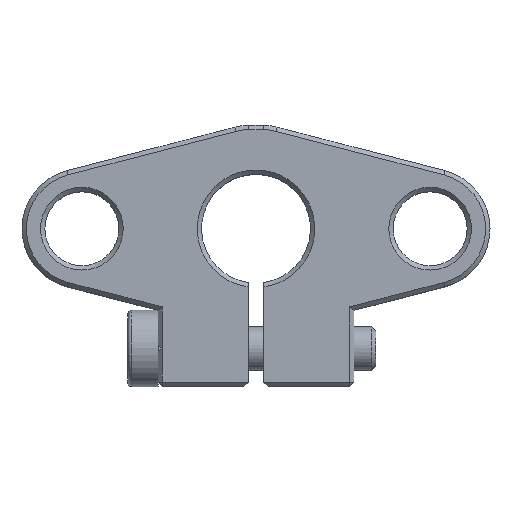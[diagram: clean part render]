
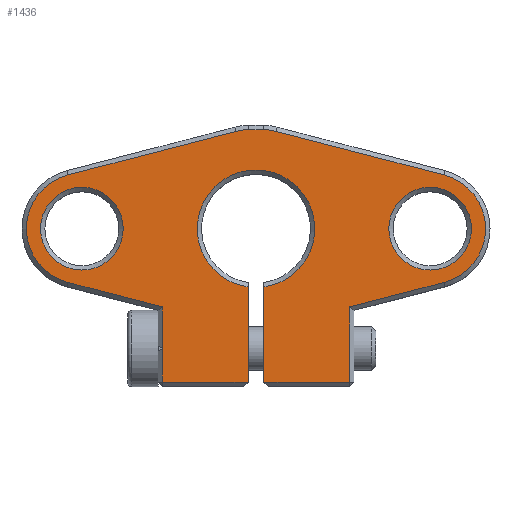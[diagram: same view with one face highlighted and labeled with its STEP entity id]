
A CAD part, top view. The second image highlights one B-rep face of the part: STEP entity #1436.
In plain terms, the highlighted planar face has unit normal (0, 0, 1).
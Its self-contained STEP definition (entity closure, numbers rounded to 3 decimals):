
#36=FACE_BOUND('',#215,.T.);
#37=FACE_BOUND('',#216,.T.);
#74=CIRCLE('',#1567,5.4);
#75=CIRCLE('',#1568,5.1);
#76=CIRCLE('',#1569,4.6);
#77=CIRCLE('',#1570,4.6);
#78=CIRCLE('',#1571,5.1);
#79=CIRCLE('',#1572,3.8);
#80=CIRCLE('',#1573,3.8);
#121=FACE_OUTER_BOUND('',#214,.T.);
#214=EDGE_LOOP('',(#1032,#1033,#1034,#1035,#1036,#1037,#1038,#1039,#1040,
#1041,#1042,#1043,#1044,#1045,#1046,#1047,#1048));
#215=EDGE_LOOP('',(#1049));
#216=EDGE_LOOP('',(#1050));
#306=LINE('',#2132,#462);
#324=LINE('',#2182,#480);
#328=LINE('',#2202,#484);
#353=LINE('',#2285,#509);
#354=LINE('',#2287,#510);
#355=LINE('',#2289,#511);
#356=LINE('',#2293,#512);
#357=LINE('',#2297,#513);
#358=LINE('',#2301,#514);
#359=LINE('',#2305,#515);
#360=LINE('',#2306,#516);
#361=LINE('',#2307,#517);
#462=VECTOR('',#1693,3.1);
#480=VECTOR('',#1729,8.749);
#484=VECTOR('',#1743,8.749);
#509=VECTOR('',#1808,7.875);
#510=VECTOR('',#1809,6.909);
#511=VECTOR('',#1810,8.97);
#512=VECTOR('',#1813,15.98);
#513=VECTOR('',#1816,1.318);
#514=VECTOR('',#1819,15.98);
#515=VECTOR('',#1822,8.97);
#516=VECTOR('',#1823,3.809);
#517=VECTOR('',#1824,7.875);
#613=VERTEX_POINT('',#2115);
#618=VERTEX_POINT('',#2130);
#636=VERTEX_POINT('',#2176);
#637=VERTEX_POINT('',#2181);
#643=VERTEX_POINT('',#2200);
#644=VERTEX_POINT('',#2201);
#674=VERTEX_POINT('',#2284);
#675=VERTEX_POINT('',#2286);
#676=VERTEX_POINT('',#2288);
#677=VERTEX_POINT('',#2290);
#678=VERTEX_POINT('',#2292);
#679=VERTEX_POINT('',#2294);
#680=VERTEX_POINT('',#2296);
#681=VERTEX_POINT('',#2298);
#682=VERTEX_POINT('',#2300);
#683=VERTEX_POINT('',#2302);
#684=VERTEX_POINT('',#2304);
#685=VERTEX_POINT('',#2308);
#686=VERTEX_POINT('',#2310);
#744=EDGE_CURVE('',#613,#618,#306,.T.);
#766=EDGE_CURVE('',#636,#637,#324,.T.);
#774=EDGE_CURVE('',#643,#644,#328,.T.);
#811=EDGE_CURVE('',#636,#643,#74,.F.);
#812=EDGE_CURVE('',#644,#674,#353,.T.);
#813=EDGE_CURVE('',#674,#675,#354,.T.);
#814=EDGE_CURVE('',#675,#676,#355,.T.);
#815=EDGE_CURVE('',#676,#677,#75,.T.);
#816=EDGE_CURVE('',#677,#678,#356,.T.);
#817=EDGE_CURVE('',#678,#679,#76,.T.);
#818=EDGE_CURVE('',#679,#680,#357,.T.);
#819=EDGE_CURVE('',#680,#681,#77,.T.);
#820=EDGE_CURVE('',#681,#682,#358,.T.);
#821=EDGE_CURVE('',#682,#683,#78,.T.);
#822=EDGE_CURVE('',#683,#684,#359,.T.);
#823=EDGE_CURVE('',#684,#613,#360,.T.);
#824=EDGE_CURVE('',#618,#637,#361,.T.);
#825=EDGE_CURVE('',#685,#685,#79,.F.);
#826=EDGE_CURVE('',#686,#686,#80,.F.);
#1032=ORIENTED_EDGE('',*,*,#766,.F.);
#1033=ORIENTED_EDGE('',*,*,#811,.T.);
#1034=ORIENTED_EDGE('',*,*,#774,.T.);
#1035=ORIENTED_EDGE('',*,*,#812,.T.);
#1036=ORIENTED_EDGE('',*,*,#813,.T.);
#1037=ORIENTED_EDGE('',*,*,#814,.T.);
#1038=ORIENTED_EDGE('',*,*,#815,.T.);
#1039=ORIENTED_EDGE('',*,*,#816,.T.);
#1040=ORIENTED_EDGE('',*,*,#817,.T.);
#1041=ORIENTED_EDGE('',*,*,#818,.T.);
#1042=ORIENTED_EDGE('',*,*,#819,.T.);
#1043=ORIENTED_EDGE('',*,*,#820,.T.);
#1044=ORIENTED_EDGE('',*,*,#821,.T.);
#1045=ORIENTED_EDGE('',*,*,#822,.T.);
#1046=ORIENTED_EDGE('',*,*,#823,.T.);
#1047=ORIENTED_EDGE('',*,*,#744,.T.);
#1048=ORIENTED_EDGE('',*,*,#824,.T.);
#1049=ORIENTED_EDGE('',*,*,#825,.T.);
#1050=ORIENTED_EDGE('',*,*,#826,.T.);
#1368=PLANE('',#1566);
#1436=ADVANCED_FACE('',(#121,#36,#37),#1368,.T.);
#1566=AXIS2_PLACEMENT_3D('',#2282,#1804,#1805);
#1567=AXIS2_PLACEMENT_3D('',#2283,#1806,#1807);
#1568=AXIS2_PLACEMENT_3D('',#2291,#1811,#1812);
#1569=AXIS2_PLACEMENT_3D('',#2295,#1814,#1815);
#1570=AXIS2_PLACEMENT_3D('',#2299,#1817,#1818);
#1571=AXIS2_PLACEMENT_3D('',#2303,#1820,#1821);
#1572=AXIS2_PLACEMENT_3D('',#2309,#1825,#1826);
#1573=AXIS2_PLACEMENT_3D('',#2311,#1827,#1828);
#1693=DIRECTION('',(0.,-1.,0.));
#1729=DIRECTION('',(0.,-1.,0.));
#1743=DIRECTION('',(0.,-1.,0.));
#1804=DIRECTION('center_axis',(0.,0.,1.));
#1805=DIRECTION('ref_axis',(1.,0.,0.));
#1806=DIRECTION('center_axis',(0.,0.,1.));
#1807=DIRECTION('ref_axis',(1.,0.,0.));
#1808=DIRECTION('',(1.,0.,0.));
#1809=DIRECTION('',(0.,1.,0.));
#1810=DIRECTION('',(0.968,0.251,0.));
#1811=DIRECTION('center_axis',(0.,0.,1.));
#1812=DIRECTION('ref_axis',(1.,0.,0.));
#1813=DIRECTION('',(-0.968,0.251,0.));
#1814=DIRECTION('center_axis',(0.,0.,1.));
#1815=DIRECTION('ref_axis',(1.,0.,0.));
#1816=DIRECTION('',(-1.,0.,0.));
#1817=DIRECTION('center_axis',(0.,0.,1.));
#1818=DIRECTION('ref_axis',(1.,0.,0.));
#1819=DIRECTION('',(-0.968,-0.251,0.));
#1820=DIRECTION('center_axis',(0.,0.,1.));
#1821=DIRECTION('ref_axis',(1.,0.,0.));
#1822=DIRECTION('',(0.968,-0.251,0.));
#1823=DIRECTION('',(0.,-1.,0.));
#1824=DIRECTION('',(1.,0.,0.));
#1825=DIRECTION('center_axis',(0.,0.,1.));
#1826=DIRECTION('ref_axis',(1.,0.,0.));
#1827=DIRECTION('center_axis',(0.,0.,1.));
#1828=DIRECTION('ref_axis',(1.,0.,0.));
#2115=CARTESIAN_POINT('',(-8.6,-11.,10.));
#2130=CARTESIAN_POINT('',(-8.6,-14.1,10.));
#2132=CARTESIAN_POINT('',(-8.6,-11.,10.));
#2176=CARTESIAN_POINT('',(-0.725,-5.351,10.));
#2181=CARTESIAN_POINT('',(-0.725,-14.1,10.));
#2182=CARTESIAN_POINT('',(-0.725,-5.351,10.));
#2200=CARTESIAN_POINT('',(0.725,-5.351,10.));
#2201=CARTESIAN_POINT('',(0.725,-14.1,10.));
#2202=CARTESIAN_POINT('',(0.725,-5.351,10.));
#2282=CARTESIAN_POINT('Origin',(0.,0.,10.));
#2283=CARTESIAN_POINT('Origin',(0.,0.,10.));
#2284=CARTESIAN_POINT('',(8.6,-14.1,10.));
#2285=CARTESIAN_POINT('',(0.725,-14.1,10.));
#2286=CARTESIAN_POINT('',(8.6,-7.191,10.));
#2287=CARTESIAN_POINT('',(8.6,-14.1,10.));
#2288=CARTESIAN_POINT('',(17.282,-4.936,10.));
#2289=CARTESIAN_POINT('',(8.6,-7.191,10.));
#2290=CARTESIAN_POINT('',(17.282,4.936,10.));
#2291=CARTESIAN_POINT('Origin',(16.,0.,10.));
#2292=CARTESIAN_POINT('',(1.815,8.952,10.));
#2293=CARTESIAN_POINT('',(17.282,4.936,10.));
#2294=CARTESIAN_POINT('',(0.659,9.1,10.));
#2295=CARTESIAN_POINT('Origin',(0.659,4.5,10.));
#2296=CARTESIAN_POINT('',(-0.659,9.1,10.));
#2297=CARTESIAN_POINT('',(0.659,9.1,10.));
#2298=CARTESIAN_POINT('',(-1.815,8.952,10.));
#2299=CARTESIAN_POINT('Origin',(-0.659,4.5,10.));
#2300=CARTESIAN_POINT('',(-17.282,4.936,10.));
#2301=CARTESIAN_POINT('',(-1.815,8.952,10.));
#2302=CARTESIAN_POINT('',(-17.282,-4.936,10.));
#2303=CARTESIAN_POINT('Origin',(-16.,0.,10.));
#2304=CARTESIAN_POINT('',(-8.6,-7.191,10.));
#2305=CARTESIAN_POINT('',(-17.282,-4.936,10.));
#2306=CARTESIAN_POINT('',(-8.6,-7.191,10.));
#2307=CARTESIAN_POINT('',(-8.6,-14.1,10.));
#2308=CARTESIAN_POINT('',(-19.8,0.,10.));
#2309=CARTESIAN_POINT('Origin',(-16.,0.,10.));
#2310=CARTESIAN_POINT('',(12.2,0.,10.));
#2311=CARTESIAN_POINT('Origin',(16.,0.,10.));
